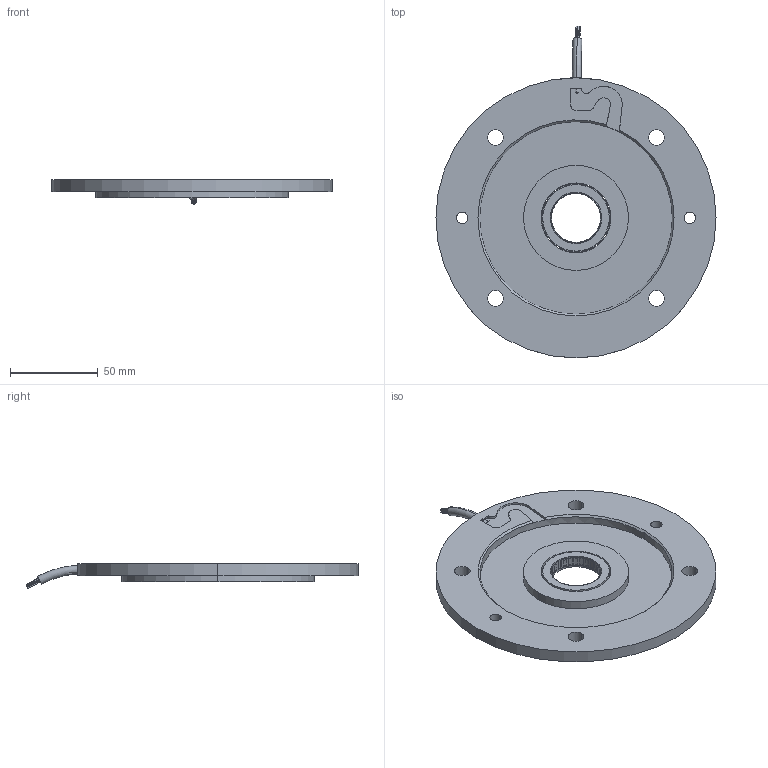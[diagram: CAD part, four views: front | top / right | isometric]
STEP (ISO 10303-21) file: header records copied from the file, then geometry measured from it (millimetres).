
FILE_DESCRIPTION (( 'STEP AP214' ), '1' );
FILE_NAME ('FNCMIR160.STEP', '2023-10-24T08:04:50', ( '' ), ( '' ), 'SwSTEP 2.0', 'SolidWorks 2022', '' );
FILE_SCHEMA (( 'AUTOMOTIVE_DESIGN' ));
Length unit declared in the file: millimetre
Products named in the file (1): FNCMIR160
Bounding box: 160 x 189.61 x 14.23 mm (x, y, z)
Volume: 103605.1 mm3; surface area: 51891.4 mm2
Topology: 3 solids, 5 shells, 223 faces, 604 edges, 401 vertices
Faces by surface type: plane 94, cylinder 69, cone 58, torus 2
Entity records: 7594 total; most frequent: CARTESIAN_POINT 1756, ORIENTED_EDGE 1208, DIRECTION 1192, EDGE_CURVE 604, AXIS2_PLACEMENT_3D 483, VERTEX_POINT 401, EDGE_LOOP 303, CIRCLE 259
